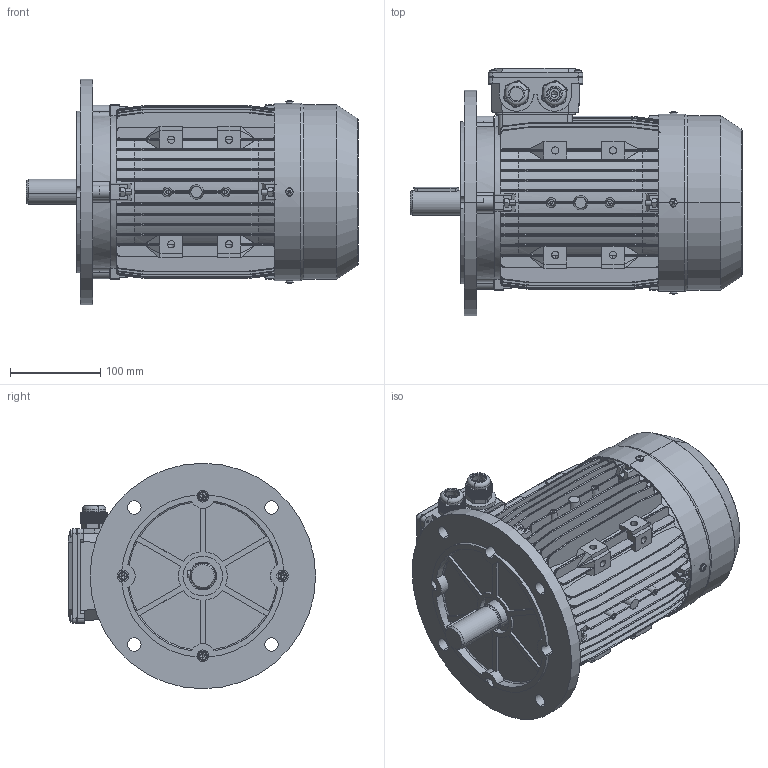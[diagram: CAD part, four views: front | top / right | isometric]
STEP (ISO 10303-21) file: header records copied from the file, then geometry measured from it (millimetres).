
FILE_DESCRIPTION (( 'STEP AP203' ), '1' );
FILE_NAME ('MS100S B5蚾饜芞.STEP', '2015-01-05T02:03:38', ( 'USER' ), ( 'MS' ), 'SwSTEP 2.0', 'SolidWorks 2008', '' );
FILE_SCHEMA (( 'CONFIG_CONTROL_DESIGN' ));
Length unit declared in the file: millimetre
Products named in the file (13): MS100S B5蚾饜芞; 100风罩_默认; y2风叶100#_默认; Hexagon socket head cap screws GB_GB_FASTENER_SCREWS_HSHCS M6X35-N; 100 B5盖_默认; 100S机壳_默认; 100后端盖_默认; 新接线盒盖80-100_默认; 新接线盒座80-100_默认; 100S转轴_默认; 80-100出线螺套_默认; Cross recessed thread forming screws GB_GB_CROSS_SCREWS_TYPE138 M4X10-N; Hexagon nuts grade C GB_GB_FASTENER_NUT_SNC1 M6-N
Assembly tree (34 placements, depth 2):
  MS100S B5蚾饜芞
    80-100出线螺套_默认  x2
    Cross recessed thread forming screws GB_GB_CROSS_SCREWS_TYPE138 M4X10-N  x8
    Hexagon nuts grade C GB_GB_FASTENER_NUT_SNC1 M6-N  x8
    y2风叶100#_默认
    Hexagon socket head cap screws GB_GB_FASTENER_SCREWS_HSHCS M6X35-N  x8
    100后端盖_默认
    新接线盒盖80-100_默认
    100S转轴_默认
    100 B5盖_默认
    100S机壳_默认
    100风罩_默认
    新接线盒座80-100_默认
Bounding box: 368 x 274 x 250 mm (x, y, z)
Volume: 1935174.3 mm3; surface area: 1034522.4 mm2
Topology: 34 solids, 34 shells, 4437 faces, 11613 edges, 7269 vertices
Faces by surface type: plane 2561, cylinder 1187, cone 241, bspline 198, sphere 128, torus 122
Entity records: 123039 total; most frequent: CARTESIAN_POINT 34471, ORIENTED_EDGE 18862, DIRECTION 16919, EDGE_CURVE 9431, VERTEX_POINT 5938, LINE 5709, VECTOR 5709, AXIS2_PLACEMENT_3D 5605
